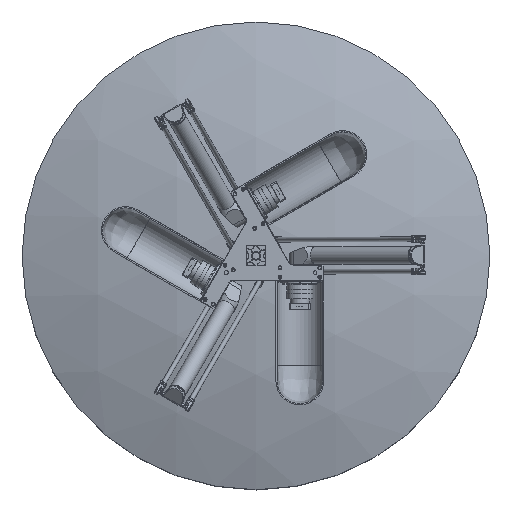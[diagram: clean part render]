
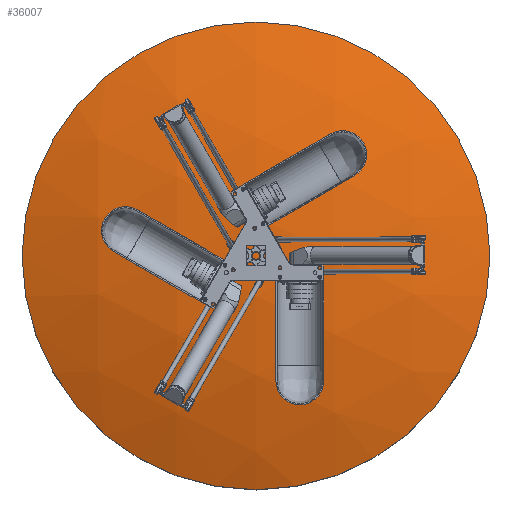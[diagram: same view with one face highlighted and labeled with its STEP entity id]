
A CAD part, top view. The second image highlights one B-rep face of the part: STEP entity #36007.
In plain terms, the highlighted spherical face has radius 2279.4 mm.
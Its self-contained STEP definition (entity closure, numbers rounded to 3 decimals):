
#36=SPHERICAL_SURFACE('',#39870,2279.397);
#5984=FACE_OUTER_BOUND('',#8393,.T.);
#8393=EDGE_LOOP('',(#33680));
#15949=CIRCLE('',#39871,800.);
#19071=VERTEX_POINT('',#73355);
#23941=EDGE_CURVE('',#19071,#19071,#15949,.T.);
#33680=ORIENTED_EDGE('',*,*,#23941,.T.);
#36007=ADVANCED_FACE('',(#5984),#36,.T.);
#39870=AXIS2_PLACEMENT_3D('',#73354,#49998,#49999);
#39871=AXIS2_PLACEMENT_3D('',#73356,#50000,#50001);
#49998=DIRECTION('center_axis',(0.,0.,1.));
#49999=DIRECTION('ref_axis',(1.,0.,0.));
#50000=DIRECTION('center_axis',(0.,1.,0.));
#50001=DIRECTION('ref_axis',(-1.,0.,0.));
#73354=CARTESIAN_POINT('Origin',(0.,-1534.397,0.));
#73355=CARTESIAN_POINT('',(800.,600.,0.));
#73356=CARTESIAN_POINT('Origin',(0.,600.,0.));
